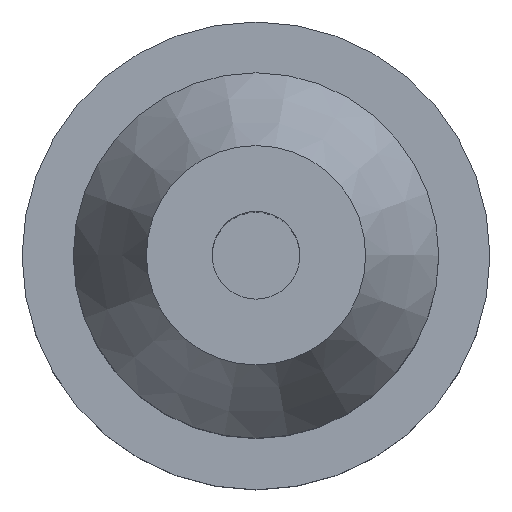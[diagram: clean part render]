
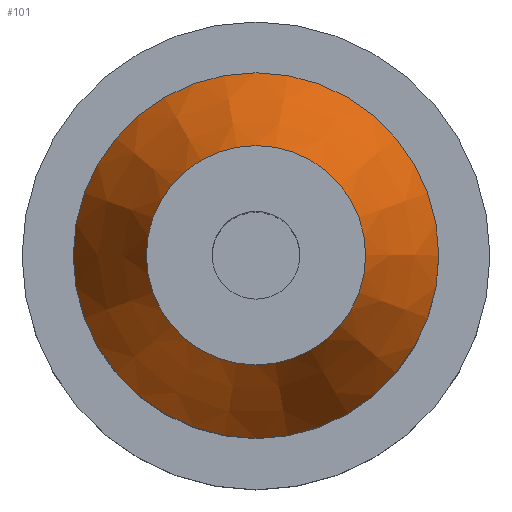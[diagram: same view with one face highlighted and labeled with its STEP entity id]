
A CAD part, top view. The second image highlights one B-rep face of the part: STEP entity #101.
In plain terms, the highlighted conical face has half-angle 25 degrees and reference radius 12.5 mm.
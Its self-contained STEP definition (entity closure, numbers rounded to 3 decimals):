
#51=CONICAL_SURFACE('',#302,12.5,25.);
#101=ADVANCED_FACE('',(#126,#127),#51,.T.);
#126=FACE_BOUND('',#141,.T.);
#127=FACE_BOUND('',#142,.T.);
#141=EDGE_LOOP('',(#182));
#142=EDGE_LOOP('',(#183));
#182=ORIENTED_EDGE('',*,*,#271,.F.);
#183=ORIENTED_EDGE('',*,*,#268,.F.);
#243=VERTEX_POINT('',#561);
#246=VERTEX_POINT('',#569);
#268=EDGE_CURVE('',#243,#243,#284,.T.);
#271=EDGE_CURVE('',#246,#246,#287,.T.);
#284=CIRCLE('',#295,12.5);
#287=CIRCLE('',#300,7.5);
#295=AXIS2_PLACEMENT_3D('',#560,#318,#319);
#300=AXIS2_PLACEMENT_3D('',#568,#328,#329);
#302=AXIS2_PLACEMENT_3D('',#571,#332,#333);
#318=DIRECTION('',(0.,0.,-1.));
#319=DIRECTION('',(-1.,0.,0.));
#328=DIRECTION('',(0.,0.,1.));
#329=DIRECTION('',(-1.,0.,0.));
#332=DIRECTION('',(0.,0.,-1.));
#333=DIRECTION('',(1.,0.,0.));
#560=CARTESIAN_POINT('',(0.,0.,22.277));
#561=CARTESIAN_POINT('',(-12.5,0.,22.277));
#568=CARTESIAN_POINT('',(0.,0.,33.));
#569=CARTESIAN_POINT('',(-7.5,0.,33.));
#571=CARTESIAN_POINT('',(0.,0.,22.277));
